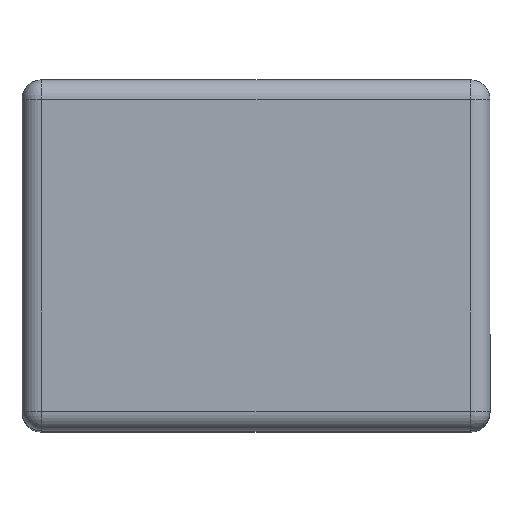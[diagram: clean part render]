
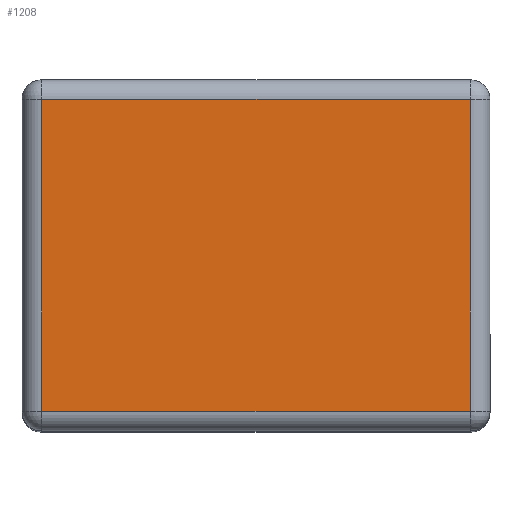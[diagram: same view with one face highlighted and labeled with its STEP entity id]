
A CAD part, top view. The second image highlights one B-rep face of the part: STEP entity #1208.
In plain terms, the highlighted planar face has unit normal (0, 0, 1).
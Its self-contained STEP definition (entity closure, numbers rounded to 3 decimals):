
#26 = VERTEX_POINT ( 'NONE', #1423 ) ;
#82 = FACE_OUTER_BOUND ( 'NONE', #1382, .T. ) ;
#116 = LINE ( 'NONE', #1046, #1273 ) ;
#127 = CARTESIAN_POINT ( 'NONE',  ( 0., 0., 2. ) ) ;
#159 = DIRECTION ( 'NONE',  ( -1., 0., 0. ) ) ;
#173 = DIRECTION ( 'NONE',  ( 0., -1., 0. ) ) ;
#177 = ORIENTED_EDGE ( 'NONE', *, *, #363, .T. ) ;
#179 = EDGE_CURVE ( 'NONE', #390, #26, #219, .T. ) ;
#215 = DIRECTION ( 'NONE',  ( 0., 0., 1. ) ) ;
#219 = LINE ( 'NONE', #939, #290 ) ;
#290 = VECTOR ( 'NONE', #159, 1000. ) ;
#326 = EDGE_CURVE ( 'NONE', #26, #1049, #376, .T. ) ;
#333 = DIRECTION ( 'NONE',  ( 1., 0., 0. ) ) ;
#363 = EDGE_CURVE ( 'NONE', #1240, #390, #1020, .T. ) ;
#369 = ORIENTED_EDGE ( 'NONE', *, *, #179, .T. ) ;
#376 = LINE ( 'NONE', #753, #866 ) ;
#390 = VERTEX_POINT ( 'NONE', #663 ) ;
#458 = CARTESIAN_POINT ( 'NONE',  ( 1.15, 0.05, 2. ) ) ;
#596 = ORIENTED_EDGE ( 'NONE', *, *, #1193, .T. ) ;
#663 = CARTESIAN_POINT ( 'NONE',  ( 1.15, 0.85, 2. ) ) ;
#687 = DIRECTION ( 'NONE',  ( 1., 0., 0. ) ) ;
#700 = CARTESIAN_POINT ( 'NONE',  ( 0.05, 0.05, 2. ) ) ;
#753 = CARTESIAN_POINT ( 'NONE',  ( 0.05, 0., 2. ) ) ;
#770 = CARTESIAN_POINT ( 'NONE',  ( 1.15, 0.9, 2. ) ) ;
#866 = VECTOR ( 'NONE', #173, 1000. ) ;
#913 = PLANE ( 'NONE',  #1030 ) ;
#939 = CARTESIAN_POINT ( 'NONE',  ( 0., 0.85, 2. ) ) ;
#1020 = LINE ( 'NONE', #770, #1408 ) ;
#1030 = AXIS2_PLACEMENT_3D ( 'NONE', #127, #215, #333 ) ;
#1046 = CARTESIAN_POINT ( 'NONE',  ( 1.2, 0.05, 2. ) ) ;
#1049 = VERTEX_POINT ( 'NONE', #700 ) ;
#1192 = DIRECTION ( 'NONE',  ( 0., 1., 0. ) ) ;
#1193 = EDGE_CURVE ( 'NONE', #1049, #1240, #116, .T. ) ;
#1208 = ADVANCED_FACE ( 'NONE', ( #82 ), #913, .T. ) ;
#1240 = VERTEX_POINT ( 'NONE', #458 ) ;
#1273 = VECTOR ( 'NONE', #687, 1000. ) ;
#1382 = EDGE_LOOP ( 'NONE', ( #369, #1428, #596, #177 ) ) ;
#1408 = VECTOR ( 'NONE', #1192, 1000. ) ;
#1423 = CARTESIAN_POINT ( 'NONE',  ( 0.05, 0.85, 2. ) ) ;
#1428 = ORIENTED_EDGE ( 'NONE', *, *, #326, .T. ) ;
